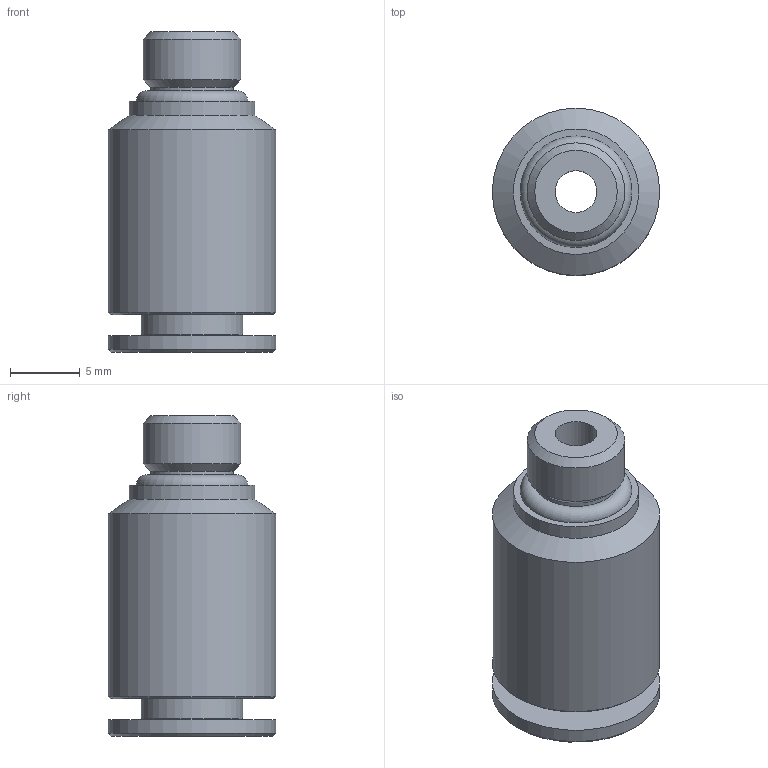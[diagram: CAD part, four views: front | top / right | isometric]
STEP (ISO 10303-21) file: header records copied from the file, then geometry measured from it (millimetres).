
FILE_DESCRIPTION(/* description */ ('STEP AP214'),/* implementation_level */ '2;1');
FILE_NAME(/* name */ '558660_NPQM-DK-M7-Q6-P10',/* time_stamp */ '2024-09-13T06:14:36+02:00',/* author */ ('License CC BY-ND 4.0'),/* organization */ ('CADENAS'),/* preprocessor_version */ 'ST-DEVELOPER v19.3',/* originating_system */ 'PARTsolutions',/* authorisation */ ' ');
FILE_SCHEMA (('AUTOMOTIVE_DESIGN {1 0 10303 214 3 1 1}'));
Length unit declared in the file: millimetre
Products named in the file (1): 558660 NPQM-DK-M7-Q6-P10
Bounding box: 12 x 12 x 23 mm (x, y, z)
Volume: 1536.8 mm3; surface area: 1441.2 mm2
Topology: 1 solids, 1 shells, 34 faces, 69 edges, 40 vertices
Faces by surface type: plane 17, cone 8, cylinder 8, torus 1
Full cylindrical faces by diameter (mm): 3 x1, 5.917 x1, 6 x1, 7 x1, 7.3 x1, 9 x1, 12 x2
Entity records: 1054 total; most frequent: CARTESIAN_POINT 143, DIRECTION 142, ORIENTED_EDGE 102, AXIS2_PLACEMENT_3D 62, EDGE_LOOP 56, FACE_BOUND 56, EDGE_CURVE 51, VERTEX_POINT 39
